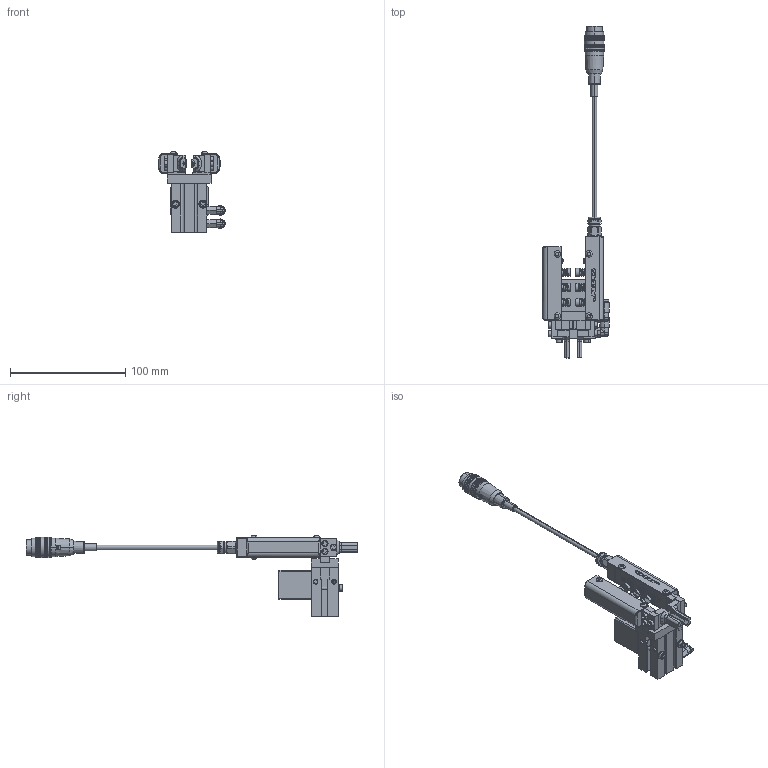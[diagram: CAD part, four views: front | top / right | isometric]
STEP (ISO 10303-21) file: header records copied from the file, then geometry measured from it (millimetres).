
FILE_DESCRIPTION (( 'STEP AP214' ), '1' );
FILE_NAME ('TRA245-A.STEP', '2018-04-24T05:42:20', ( 'Fontanilla' ), ( 'Microsoft' ), 'SwSTEP 2.0', 'SolidWorks 2017', '' );
FILE_SCHEMA (( 'AUTOMOTIVE_DESIGN' ));
Length unit declared in the file: millimetre
Products named in the file (1): TRA245-A
Bounding box: 57.45 x 288.05 x 70 mm (x, y, z)
Surface area: 49872.9 mm2 (no closed solid volume)
Topology: 0 solids, 86 shells, 992 faces, 5724 edges, 4548 vertices
Faces by surface type: plane 546, cylinder 252, cone 100, torus 41, bspline 29, sphere 24
Entity records: 74518 total; most frequent: CARTESIAN_POINT 21231, ORIENTED_EDGE 8179, DIRECTION 7821, EDGE_CURVE 5724, VERTEX_POINT 4548, VECTOR 3441, LINE 3441, AXIS2_PLACEMENT_3D 2190
